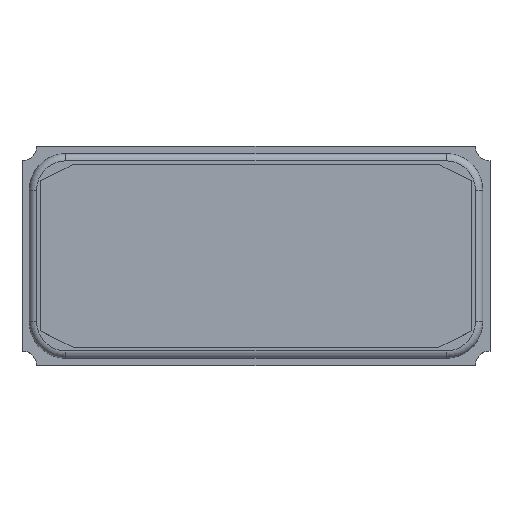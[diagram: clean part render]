
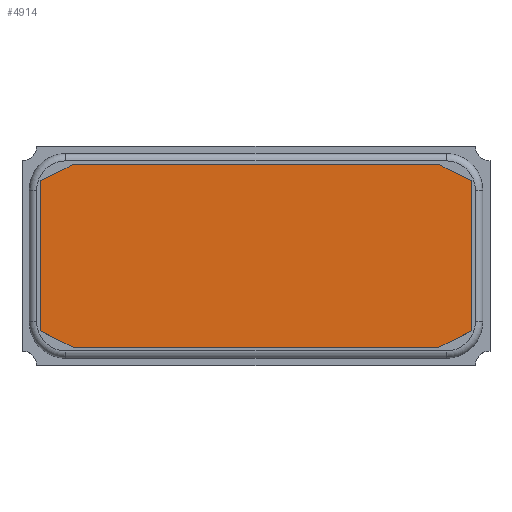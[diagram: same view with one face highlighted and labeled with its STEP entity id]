
A CAD part, top view. The second image highlights one B-rep face of the part: STEP entity #4914.
In plain terms, the highlighted planar face has unit normal (0, 0, 1).
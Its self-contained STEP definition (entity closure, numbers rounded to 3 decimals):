
#4769 = VERTEX_POINT('',#4770);
#4770 = CARTESIAN_POINT('',(-1.475,-0.513,0.831));
#4776 = EDGE_CURVE('',#4777,#4769,#4779,.T.);
#4777 = VERTEX_POINT('',#4778);
#4778 = CARTESIAN_POINT('',(-1.475,0.514,0.831));
#4779 = LINE('',#4780,#4781);
#4780 = CARTESIAN_POINT('',(-1.475,-0.625,0.831));
#4781 = VECTOR('',#4782,1.);
#4782 = DIRECTION('',(0.,-1.,0.));
#4798 = EDGE_CURVE('',#4799,#4801,#4803,.T.);
#4799 = VERTEX_POINT('',#4800);
#4800 = CARTESIAN_POINT('',(-1.25,-0.625,0.831));
#4801 = VERTEX_POINT('',#4802);
#4802 = CARTESIAN_POINT('',(1.25,-0.625,0.831));
#4803 = LINE('',#4804,#4805);
#4804 = CARTESIAN_POINT('',(1.475,-0.625,0.831));
#4805 = VECTOR('',#4806,1.);
#4806 = DIRECTION('',(1.,0.,0.));
#4849 = VERTEX_POINT('',#4850);
#4850 = CARTESIAN_POINT('',(1.475,0.514,0.831));
#4856 = EDGE_CURVE('',#4857,#4849,#4859,.T.);
#4857 = VERTEX_POINT('',#4858);
#4858 = CARTESIAN_POINT('',(1.475,-0.513,0.831));
#4859 = LINE('',#4860,#4861);
#4860 = CARTESIAN_POINT('',(1.475,-0.625,0.831));
#4861 = VECTOR('',#4862,1.);
#4862 = DIRECTION('',(0.,1.,0.));
#4878 = EDGE_CURVE('',#4879,#4881,#4883,.T.);
#4879 = VERTEX_POINT('',#4880);
#4880 = CARTESIAN_POINT('',(1.25,0.626,0.831));
#4881 = VERTEX_POINT('',#4882);
#4882 = CARTESIAN_POINT('',(-1.25,0.626,0.831));
#4883 = LINE('',#4884,#4885);
#4884 = CARTESIAN_POINT('',(1.475,0.626,0.831));
#4885 = VECTOR('',#4886,1.);
#4886 = DIRECTION('',(-1.,0.,0.));
#4914 = ADVANCED_FACE('',(#4915),#4945,.T.);
#4915 = FACE_BOUND('',#4916,.T.);
#4916 = EDGE_LOOP('',(#4917,#4918,#4924,#4925,#4931,#4932,#4938,#4939));
#4917 = ORIENTED_EDGE('',*,*,#4856,.T.);
#4918 = ORIENTED_EDGE('',*,*,#4919,.T.);
#4919 = EDGE_CURVE('',#4849,#4879,#4920,.T.);
#4920 = LINE('',#4921,#4922);
#4921 = CARTESIAN_POINT('',(0.498,1.,0.831));
#4922 = VECTOR('',#4923,1.);
#4923 = DIRECTION('',(-0.895,0.446,0.)
  );
#4924 = ORIENTED_EDGE('',*,*,#4878,.T.);
#4925 = ORIENTED_EDGE('',*,*,#4926,.T.);
#4926 = EDGE_CURVE('',#4881,#4777,#4927,.T.);
#4927 = LINE('',#4928,#4929);
#4928 = CARTESIAN_POINT('',(-0.498,1.,0.831));
#4929 = VECTOR('',#4930,1.);
#4930 = DIRECTION('',(-0.895,-0.446,0.)
  );
#4931 = ORIENTED_EDGE('',*,*,#4776,.T.);
#4932 = ORIENTED_EDGE('',*,*,#4933,.T.);
#4933 = EDGE_CURVE('',#4769,#4799,#4934,.T.);
#4934 = LINE('',#4935,#4936);
#4935 = CARTESIAN_POINT('',(-0.498,-0.999,0.831));
#4936 = VECTOR('',#4937,1.);
#4937 = DIRECTION('',(0.895,-0.446,0.)
  );
#4938 = ORIENTED_EDGE('',*,*,#4798,.T.);
#4939 = ORIENTED_EDGE('',*,*,#4940,.T.);
#4940 = EDGE_CURVE('',#4801,#4857,#4941,.T.);
#4941 = LINE('',#4942,#4943);
#4942 = CARTESIAN_POINT('',(0.498,-0.999,0.831));
#4943 = VECTOR('',#4944,1.);
#4944 = DIRECTION('',(0.895,0.446,0.)
  );
#4945 = PLANE('',#4946);
#4946 = AXIS2_PLACEMENT_3D('',#4947,#4948,#4949);
#4947 = CARTESIAN_POINT('',(0.,0.001,0.831)
  );
#4948 = DIRECTION('',(0.,0.,1.));
#4949 = DIRECTION('',(0.,-1.,0.));
